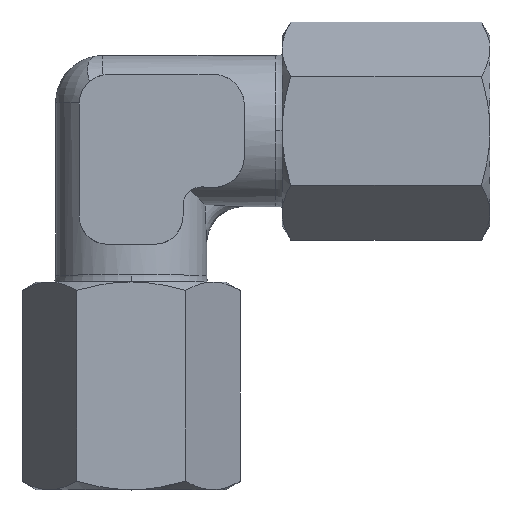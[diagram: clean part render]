
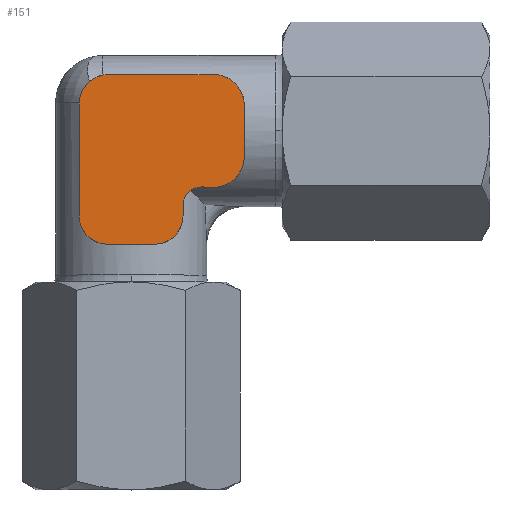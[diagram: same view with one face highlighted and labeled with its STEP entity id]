
A CAD part, top view. The second image highlights one B-rep face of the part: STEP entity #151.
In plain terms, the highlighted planar face has unit normal (0, 0, 1).
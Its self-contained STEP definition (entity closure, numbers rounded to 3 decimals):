
#151=ADVANCED_FACE('',(#383),#384,.T.);
#383=FACE_OUTER_BOUND('',#631,.T.);
#384=PLANE('',#632);
#631=EDGE_LOOP('',(#1470,#1471,#1472,#1473,#1474,#1475,#1476,#1477,#1478,#1479,#1480,#1481,#1482,#1483,#1484,#1485,#1486,#1487,#1488,#1489,#1490));
#632=AXIS2_PLACEMENT_3D('',#1491,#1492,#1493);
#1470=ORIENTED_EDGE('',*,*,#1892,.F.);
#1471=ORIENTED_EDGE('',*,*,#1893,.F.);
#1472=ORIENTED_EDGE('',*,*,#1880,.F.);
#1473=ORIENTED_EDGE('',*,*,#1869,.F.);
#1474=ORIENTED_EDGE('',*,*,#1858,.F.);
#1475=ORIENTED_EDGE('',*,*,#1850,.F.);
#1476=ORIENTED_EDGE('',*,*,#1845,.F.);
#1477=ORIENTED_EDGE('',*,*,#1868,.F.);
#1478=ORIENTED_EDGE('',*,*,#1879,.F.);
#1479=ORIENTED_EDGE('',*,*,#1890,.F.);
#1480=ORIENTED_EDGE('',*,*,#1894,.F.);
#1481=ORIENTED_EDGE('',*,*,#1895,.F.);
#1482=ORIENTED_EDGE('',*,*,#1885,.F.);
#1483=ORIENTED_EDGE('',*,*,#1874,.F.);
#1484=ORIENTED_EDGE('',*,*,#1863,.F.);
#1485=ORIENTED_EDGE('',*,*,#1853,.F.);
#1486=ORIENTED_EDGE('',*,*,#1839,.F.);
#1487=ORIENTED_EDGE('',*,*,#1843,.F.);
#1488=ORIENTED_EDGE('',*,*,#1862,.F.);
#1489=ORIENTED_EDGE('',*,*,#1873,.F.);
#1490=ORIENTED_EDGE('',*,*,#1884,.F.);
#1491=CARTESIAN_POINT('',(1.259,-1.156,4.0));
#1492=DIRECTION('',(0.0,0.0,1.0));
#1493=DIRECTION('',(1.0,0.0,0.0));
#1839=EDGE_CURVE('',#2280,#2282,#2283,.T.);
#1843=EDGE_CURVE('',#2286,#2280,#2288,.T.);
#1845=EDGE_CURVE('',#2289,#2291,#2292,.T.);
#1850=EDGE_CURVE('',#2291,#2298,#2299,.T.);
#1853=EDGE_CURVE('',#2282,#2302,#2303,.T.);
#1858=EDGE_CURVE('',#2298,#2310,#2311,.T.);
#1862=EDGE_CURVE('',#2314,#2286,#2316,.T.);
#1863=EDGE_CURVE('',#2302,#2317,#2318,.T.);
#1868=EDGE_CURVE('',#2323,#2289,#2325,.T.);
#1869=EDGE_CURVE('',#2310,#2326,#2327,.T.);
#1873=EDGE_CURVE('',#2330,#2314,#2332,.T.);
#1874=EDGE_CURVE('',#2317,#2333,#2334,.T.);
#1879=EDGE_CURVE('',#2339,#2323,#2341,.T.);
#1880=EDGE_CURVE('',#2326,#2342,#2343,.T.);
#1884=EDGE_CURVE('',#2346,#2330,#2348,.T.);
#1885=EDGE_CURVE('',#2333,#2349,#2350,.T.);
#1890=EDGE_CURVE('',#2355,#2339,#2357,.T.);
#1892=EDGE_CURVE('',#2033,#2346,#2359,.T.);
#1893=EDGE_CURVE('',#2342,#2033,#2360,.T.);
#1894=EDGE_CURVE('',#1945,#2355,#2361,.T.);
#1895=EDGE_CURVE('',#2349,#1945,#2362,.T.);
#1945=VERTEX_POINT('',#2450);
#2033=VERTEX_POINT('',#2715);
#2280=VERTEX_POINT('',#3560);
#2282=VERTEX_POINT('',#3563);
#2283=CIRCLE('',#3564,1.591);
#2286=VERTEX_POINT('',#3575);
#2288=LINE('',#3578,#3579);
#2289=VERTEX_POINT('',#3580);
#2291=VERTEX_POINT('',#3583);
#2292=CIRCLE('',#3584,0.973);
#2298=VERTEX_POINT('',#3610);
#2299=LINE('',#3611,#3612);
#2302=VERTEX_POINT('',#3617);
#2303=LINE('',#3618,#3619);
#2310=VERTEX_POINT('',#3629);
#2311=LINE('',#3630,#3631);
#2314=VERTEX_POINT('',#3636);
#2316=LINE('',#3639,#3640);
#2317=VERTEX_POINT('',#3641);
#2318=LINE('',#3642,#3643);
#2323=VERTEX_POINT('',#3651);
#2325=LINE('',#3654,#3655);
#2326=VERTEX_POINT('',#3656);
#2327=CIRCLE('',#3657,1.5);
#2330=VERTEX_POINT('',#3662);
#2332=CIRCLE('',#3665,1.5);
#2333=VERTEX_POINT('',#3666);
#2334=CIRCLE('',#3667,1.65);
#2339=VERTEX_POINT('',#3687);
#2341=CIRCLE('',#3690,1.648);
#2342=VERTEX_POINT('',#3691);
#2343=LINE('',#3692,#3693);
#2346=VERTEX_POINT('',#3698);
#2348=LINE('',#3701,#3702);
#2349=VERTEX_POINT('',#3703);
#2350=LINE('',#3704,#3705);
#2355=VERTEX_POINT('',#3712);
#2357=LINE('',#3715,#3716);
#2359=LINE('',#3719,#3720);
#2360=LINE('',#3721,#3722);
#2361=LINE('',#3723,#3724);
#2362=LINE('',#3725,#3726);
#2450=CARTESIAN_POINT('',(6.0,0.0,4.0));
#2715=CARTESIAN_POINT('',(0.,-6.,4.0));
#3560=CARTESIAN_POINT('',(-2.748,1.5,4.0));
#3563=CARTESIAN_POINT('',(-1.5,2.96,4.0));
#3564=AXIS2_PLACEMENT_3D('',#4158,#4159,#4160);
#3575=CARTESIAN_POINT('',(-2.75,1.42,4.0));
#3578=CARTESIAN_POINT('',(-2.748,1.5,4.0));
#3579=VECTOR('',#4163,1.0);
#3580=CARTESIAN_POINT('',(3.75,-2.967,4.0));
#3583=CARTESIAN_POINT('',(2.759,-3.819,4.0));
#3584=AXIS2_PLACEMENT_3D('',#4165,#4166,#4167);
#3610=CARTESIAN_POINT('',(2.75,-3.958,4.0));
#3611=CARTESIAN_POINT('',(2.759,-3.819,4.0));
#3612=VECTOR('',#4171,1.0);
#3617=CARTESIAN_POINT('',(-1.25,2.986,4.0));
#3618=CARTESIAN_POINT('',(-1.5,2.96,4.0));
#3619=VECTOR('',#4174,1.0);
#3629=CARTESIAN_POINT('',(2.75,-4.5,4.0));
#3630=CARTESIAN_POINT('',(2.75,-3.958,4.0));
#3631=VECTOR('',#4181,1.0);
#3636=CARTESIAN_POINT('',(-2.75,-4.5,4.0));
#3639=CARTESIAN_POINT('',(-2.75,1.42,4.0));
#3640=VECTOR('',#4185,1.0);
#3641=CARTESIAN_POINT('',(4.5,2.986,4.0));
#3642=CARTESIAN_POINT('',(-1.25,2.986,4.0));
#3643=VECTOR('',#4186,1.0);
#3651=CARTESIAN_POINT('',(4.5,-2.986,4.0));
#3654=CARTESIAN_POINT('',(3.75,-2.967,4.0));
#3655=VECTOR('',#4191,1.0);
#3656=CARTESIAN_POINT('',(1.52,-5.976,4.0));
#3657=AXIS2_PLACEMENT_3D('',#4192,#4193,#4194);
#3662=CARTESIAN_POINT('',(-1.52,-5.976,4.0));
#3665=AXIS2_PLACEMENT_3D('',#4198,#4199,#4200);
#3666=CARTESIAN_POINT('',(5.992,1.382,4.0));
#3667=AXIS2_PLACEMENT_3D('',#4201,#4202,#4203);
#3687=CARTESIAN_POINT('',(5.984,-1.501,4.0));
#3690=AXIS2_PLACEMENT_3D('',#4207,#4208,#4209);
#3691=CARTESIAN_POINT('',(1.25,-6.,4.0));
#3692=CARTESIAN_POINT('',(1.25,-6.,4.0));
#3693=VECTOR('',#4210,1.0);
#3698=CARTESIAN_POINT('',(-1.25,-6.,4.0));
#3701=CARTESIAN_POINT('',(-1.52,-5.976,4.0));
#3702=VECTOR('',#4214,1.0);
#3703=CARTESIAN_POINT('',(6.0,1.263,4.0));
#3704=CARTESIAN_POINT('',(5.992,1.382,4.0));
#3705=VECTOR('',#4215,1.0);
#3712=CARTESIAN_POINT('',(6.0,-1.263,4.0));
#3715=CARTESIAN_POINT('',(6.0,-1.263,4.0));
#3716=VECTOR('',#4222,1.0);
#3719=CARTESIAN_POINT('',(-1.25,-6.,4.0));
#3720=VECTOR('',#4224,1.0);
#3721=CARTESIAN_POINT('',(-1.25,-6.,4.0));
#3722=VECTOR('',#4225,1.0);
#3723=CARTESIAN_POINT('',(6.0,1.263,4.0));
#3724=VECTOR('',#4226,1.0);
#3725=CARTESIAN_POINT('',(6.0,1.263,4.0));
#3726=VECTOR('',#4227,1.0);
#4158=CARTESIAN_POINT('',(-1.16,1.406,4.0));
#4159=DIRECTION('',(0.0,0.0,-1.0));
#4160=DIRECTION('',(1.0,0.0,0.0));
#4163=DIRECTION('',(0.026,1.,0.0));
#4165=CARTESIAN_POINT('',(3.725,-3.939,4.0));
#4166=DIRECTION('',(0.0,0.0,1.0));
#4167=DIRECTION('',(1.0,0.0,0.0));
#4171=DIRECTION('',(-0.067,-0.998,0.0));
#4174=DIRECTION('',(0.994,0.105,0.0));
#4181=DIRECTION('',(0.0,-1.0,0.0));
#4185=DIRECTION('',(0.0,1.0,0.0));
#4186=DIRECTION('',(1.0,0.0,0.0));
#4191=DIRECTION('',(-1.,0.026,0.0));
#4192=CARTESIAN_POINT('',(1.25,-4.5,4.0));
#4193=DIRECTION('',(0.0,0.0,-1.0));
#4194=DIRECTION('',(1.0,0.0,0.0));
#4198=CARTESIAN_POINT('',(-1.25,-4.5,4.0));
#4199=DIRECTION('',(0.0,0.0,-1.0));
#4200=DIRECTION('',(1.0,0.0,0.0));
#4201=CARTESIAN_POINT('',(4.343,1.344,4.0));
#4202=DIRECTION('',(0.0,0.0,-1.0));
#4203=DIRECTION('',(1.0,0.0,0.0));
#4207=CARTESIAN_POINT('',(4.343,-1.346,4.0));
#4208=DIRECTION('',(0.0,0.0,-1.0));
#4209=DIRECTION('',(1.0,0.0,0.0));
#4210=DIRECTION('',(-0.996,-0.09,-0.0));
#4214=DIRECTION('',(-0.996,0.09,0.0));
#4215=DIRECTION('',(0.068,-0.998,0.0));
#4222=DIRECTION('',(-0.068,-0.998,0.0));
#4224=DIRECTION('',(-1.0,0.,-0.0));
#4225=DIRECTION('',(-1.0,0.,-0.0));
#4226=DIRECTION('',(0.,-1.0,0.0));
#4227=DIRECTION('',(0.,-1.0,0.0));
